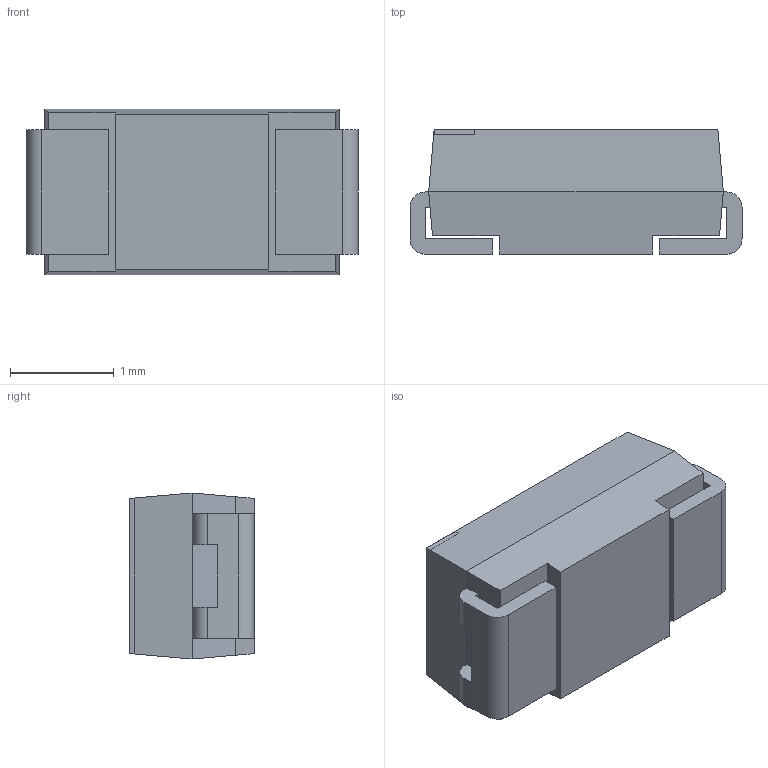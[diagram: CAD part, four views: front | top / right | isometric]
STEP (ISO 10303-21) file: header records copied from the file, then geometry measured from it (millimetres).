
FILE_DESCRIPTION (( 'STEP AP214' ), '1' );
FILE_NAME ('NLJS226M006R1800.STEP', '2021-09-27T06:39:10', ( '' ), ( '' ), 'SwSTEP 2.0', 'SolidWorks 2020', '' );
FILE_SCHEMA (( 'AUTOMOTIVE_DESIGN' ));
Length unit declared in the file: millimetre
Products named in the file (1): NLJS226M006R1800
Bounding box: 3.2 x 1.2 x 1.6 mm (x, y, z)
Volume: 5.6 mm3; surface area: 33.5 mm2
Topology: 6 solids, 6 shells, 101 faces, 260 edges, 172 vertices
Faces by surface type: plane 89, cylinder 12
Entity records: 3105 total; most frequent: CARTESIAN_POINT 534, ORIENTED_EDGE 520, DIRECTION 488, EDGE_CURVE 260, LINE 236, VECTOR 236, VERTEX_POINT 172, AXIS2_PLACEMENT_3D 126
